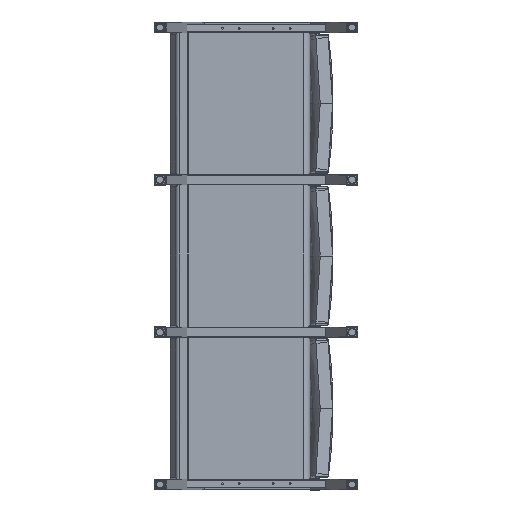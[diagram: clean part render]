
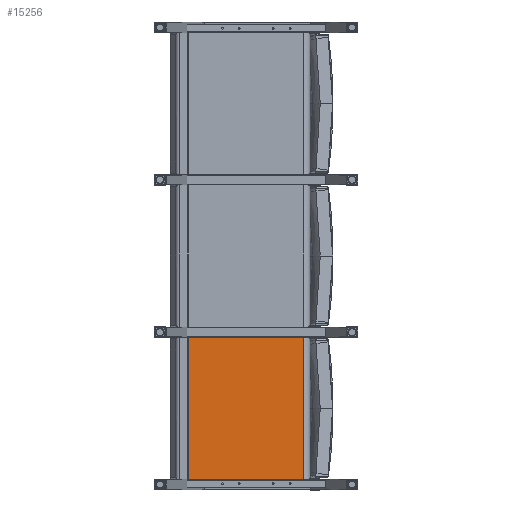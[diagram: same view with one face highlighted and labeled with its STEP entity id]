
A CAD part, front view. The second image highlights one B-rep face of the part: STEP entity #15256.
In plain terms, the highlighted planar face has unit normal (0, -1, 0).
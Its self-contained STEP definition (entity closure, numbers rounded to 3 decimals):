
#806=PLANE('',#16525);
#1243=LINE('',#23069,#2143);
#1244=LINE('',#23073,#2144);
#1245=LINE('',#23077,#2145);
#1246=LINE('',#23078,#2146);
#2143=VECTOR('',#18395,0.394);
#2144=VECTOR('',#18400,0.394);
#2145=VECTOR('',#18405,0.394);
#2146=VECTOR('',#18406,0.394);
#3551=FACE_OUTER_BOUND('',#4592,.T.);
#4592=EDGE_LOOP('',(#10942,#10943,#10944,#10945));
#7132=VERTEX_POINT('',#23066);
#7133=VERTEX_POINT('',#23068);
#7134=VERTEX_POINT('',#23072);
#7135=VERTEX_POINT('',#23076);
#8542=EDGE_CURVE('',#7132,#7133,#1243,.T.);
#8544=EDGE_CURVE('',#7134,#7133,#1244,.T.);
#8546=EDGE_CURVE('',#7134,#7135,#1245,.T.);
#8547=EDGE_CURVE('',#7135,#7132,#1246,.T.);
#10942=ORIENTED_EDGE('',*,*,#8546,.F.);
#10943=ORIENTED_EDGE('',*,*,#8544,.T.);
#10944=ORIENTED_EDGE('',*,*,#8542,.F.);
#10945=ORIENTED_EDGE('',*,*,#8547,.F.);
#15256=ADVANCED_FACE('',(#3551),#806,.T.);
#16525=AXIS2_PLACEMENT_3D('',#23075,#18403,#18404);
#18395=DIRECTION('',(1.,0.,0.));
#18400=DIRECTION('',(0.,0.,1.));
#18403=DIRECTION('center_axis',(0.,-1.,0.));
#18404=DIRECTION('ref_axis',(1.,0.,0.));
#18405=DIRECTION('',(-1.,0.,0.));
#18406=DIRECTION('',(0.,0.,1.));
#23066=CARTESIAN_POINT('',(-12.083,0.797,21.));
#23068=CARTESIAN_POINT('',(4.791,0.797,21.));
#23069=CARTESIAN_POINT('',(4.791,0.797,21.));
#23072=CARTESIAN_POINT('',(4.791,0.797,0.));
#23073=CARTESIAN_POINT('',(4.791,0.797,0.));
#23075=CARTESIAN_POINT('Origin',(-12.083,0.797,0.));
#23076=CARTESIAN_POINT('',(-12.083,0.797,0.));
#23077=CARTESIAN_POINT('',(4.791,0.797,0.));
#23078=CARTESIAN_POINT('',(-12.083,0.797,0.));
